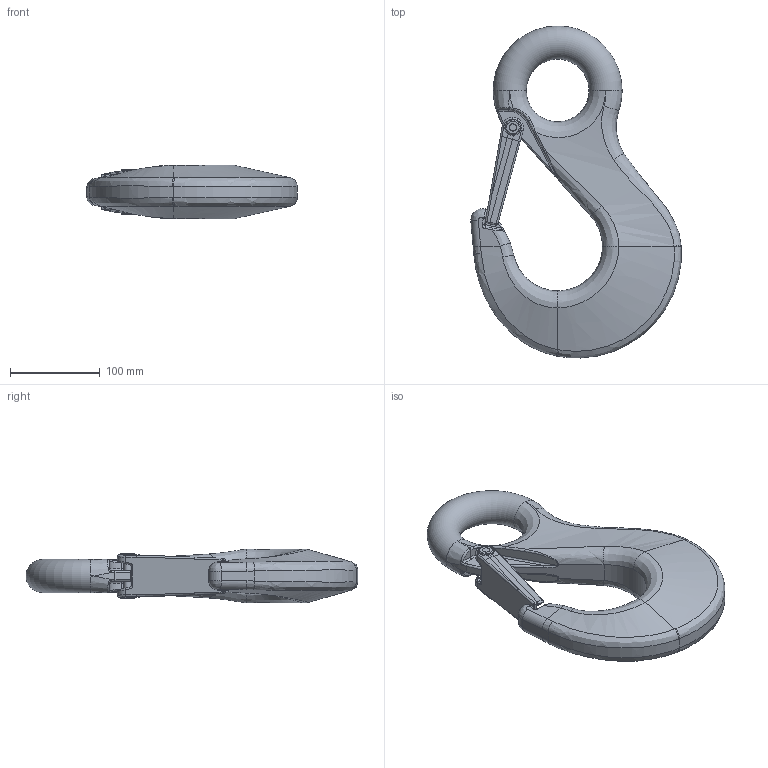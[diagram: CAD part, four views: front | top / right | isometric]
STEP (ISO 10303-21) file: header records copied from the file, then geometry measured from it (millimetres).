
FILE_DESCRIPTION(/* description */ (''),/* implementation_level */ '2;1');
FILE_NAME(/* name */ 'HSW 26 Kundenmodell',/* time_stamp */ '2010-01-07T08:03:35+01:00',/* author */ (''),/* organization */ (''),/* preprocessor_version */ 'ST-DEVELOPER v9',/* originating_system */ 'UGS - NX 4.0',/* authorisation */ '');
FILE_SCHEMA (('AUTOMOTIVE_DESIGN { 1 0 10303 214 1 1 1 1 }'));
Length unit declared in the file: millimetre
Products named in the file (1): ritF3E6v3wb
Bounding box: 235 x 370.92 x 60.3 mm (x, y, z)
Volume: 1645515.3 mm3; surface area: 146527.6 mm2
Topology: 2 solids, 2 shells, 320 faces, 798 edges, 469 vertices
Faces by surface type: bspline 139, cylinder 99, plane 57, torus 19, sphere 4, extrusion 2
Full cylindrical faces by diameter (mm): 8 x4
Entity records: 18149 total; most frequent: CARTESIAN_POINT 11686, ORIENTED_EDGE 1544, DIRECTION 1092, EDGE_CURVE 772, VERTEX_POINT 461, AXIS2_PLACEMENT_3D 442, EDGE_LOOP 331, ADVANCED_FACE 320
